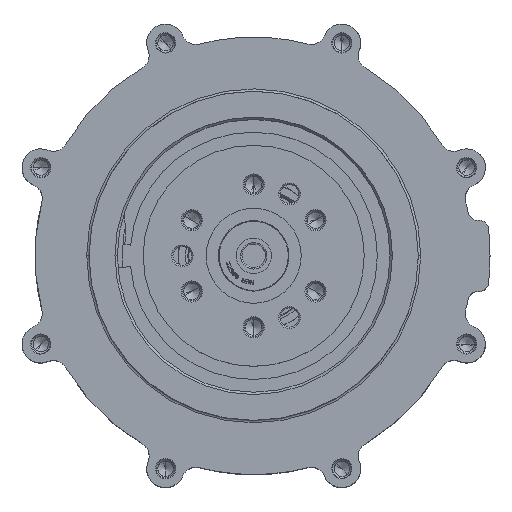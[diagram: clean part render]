
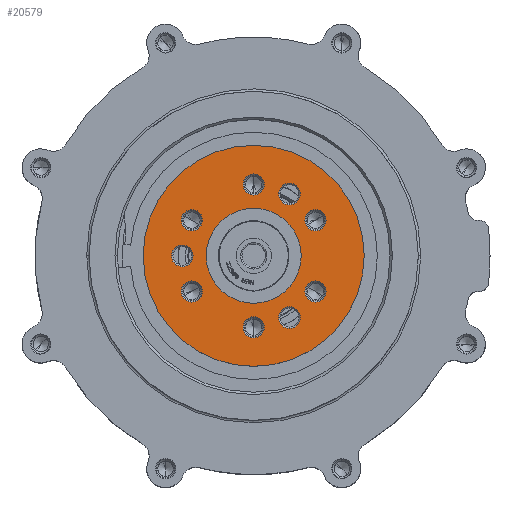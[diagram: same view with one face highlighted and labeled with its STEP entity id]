
A CAD part, top view. The second image highlights one B-rep face of the part: STEP entity #20579.
In plain terms, the highlighted face is planar.
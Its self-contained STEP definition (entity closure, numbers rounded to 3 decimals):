
#18655=CARTESIAN_POINT('',(0.,0.,0.));
#18656=DIRECTION('',(0.,0.,1.));
#18657=DIRECTION('',(0.,-1.,0.));
#18658=AXIS2_PLACEMENT_3D('',#18655,#18656,#18657);
#18660=CARTESIAN_POINT('',(0.,0.,0.));
#18661=DIRECTION('',(0.,0.,1.));
#18662=DIRECTION('',(0.,1.,0.));
#18663=AXIS2_PLACEMENT_3D('',#18660,#18661,#18662);
#18665=CARTESIAN_POINT('',(0.,0.,0.));
#18666=DIRECTION('',(0.,0.,-1.));
#18667=DIRECTION('',(0.,-1.,0.));
#18668=AXIS2_PLACEMENT_3D('',#18665,#18666,#18667);
#18670=CARTESIAN_POINT('',(0.,0.,0.));
#18671=DIRECTION('',(0.,0.,-1.));
#18672=DIRECTION('',(0.,1.,0.));
#18673=AXIS2_PLACEMENT_3D('',#18670,#18671,#18672);
#18675=CARTESIAN_POINT('',(7.59,-13.146,0.));
#18676=DIRECTION('',(0.,0.,-1.));
#18677=DIRECTION('',(0.5,-0.866,0.));
#18678=AXIS2_PLACEMENT_3D('',#18675,#18676,#18677);
#18680=CARTESIAN_POINT('',(7.59,-13.146,0.));
#18681=DIRECTION('',(0.,0.,-1.));
#18682=DIRECTION('',(-0.5,0.866,0.));
#18683=AXIS2_PLACEMENT_3D('',#18680,#18681,#18682);
#18685=CARTESIAN_POINT('',(15.18,0.,0.));
#18686=DIRECTION('',(0.,0.,-1.));
#18687=DIRECTION('',(1.,0.,0.));
#18688=AXIS2_PLACEMENT_3D('',#18685,#18686,#18687);
#18690=CARTESIAN_POINT('',(15.18,0.,0.));
#18691=DIRECTION('',(0.,0.,-1.));
#18692=DIRECTION('',(-1.,0.,0.));
#18693=AXIS2_PLACEMENT_3D('',#18690,#18691,#18692);
#18695=CARTESIAN_POINT('',(7.59,13.146,0.));
#18696=DIRECTION('',(0.,0.,-1.));
#18697=DIRECTION('',(-0.5,-0.866,0.));
#18698=AXIS2_PLACEMENT_3D('',#18695,#18696,#18697);
#18700=CARTESIAN_POINT('',(7.59,13.146,0.));
#18701=DIRECTION('',(0.,0.,-1.));
#18702=DIRECTION('',(0.5,0.866,0.));
#18703=AXIS2_PLACEMENT_3D('',#18700,#18701,#18702);
#18705=CARTESIAN_POINT('',(-7.59,13.146,0.));
#18706=DIRECTION('',(0.,0.,-1.));
#18707=DIRECTION('',(0.5,-0.866,0.));
#18708=AXIS2_PLACEMENT_3D('',#18705,#18706,#18707);
#18710=CARTESIAN_POINT('',(-7.59,13.146,0.));
#18711=DIRECTION('',(0.,0.,-1.));
#18712=DIRECTION('',(-0.5,0.866,0.));
#18713=AXIS2_PLACEMENT_3D('',#18710,#18711,#18712);
#18715=CARTESIAN_POINT('',(-15.18,0.,0.));
#18716=DIRECTION('',(0.,0.,-1.));
#18717=DIRECTION('',(-1.,0.,0.));
#18718=AXIS2_PLACEMENT_3D('',#18715,#18716,#18717);
#18720=CARTESIAN_POINT('',(-15.18,0.,0.));
#18721=DIRECTION('',(0.,0.,-1.));
#18722=DIRECTION('',(1.,0.,0.));
#18723=AXIS2_PLACEMENT_3D('',#18720,#18721,#18722);
#18725=CARTESIAN_POINT('',(-7.59,-13.146,0.));
#18726=DIRECTION('',(0.,0.,-1.));
#18727=DIRECTION('',(-0.5,-0.866,0.));
#18728=AXIS2_PLACEMENT_3D('',#18725,#18726,#18727);
#18730=CARTESIAN_POINT('',(-7.59,-13.146,0.));
#18731=DIRECTION('',(0.,0.,-1.));
#18732=DIRECTION('',(0.5,0.866,0.));
#18733=AXIS2_PLACEMENT_3D('',#18730,#18731,#18732);
#18735=CARTESIAN_POINT('',(-13.146,-7.59,0.));
#18736=DIRECTION('',(0.,0.,-1.));
#18737=DIRECTION('',(-0.5,0.866,0.));
#18738=AXIS2_PLACEMENT_3D('',#18735,#18736,#18737);
#18740=CARTESIAN_POINT('',(-13.146,-7.59,0.));
#18741=DIRECTION('',(0.,0.,-1.));
#18742=DIRECTION('',(0.5,-0.866,0.));
#18743=AXIS2_PLACEMENT_3D('',#18740,#18741,#18742);
#18745=CARTESIAN_POINT('',(13.146,-7.59,0.));
#18746=DIRECTION('',(0.,0.,-1.));
#18747=DIRECTION('',(0.5,0.866,0.));
#18748=AXIS2_PLACEMENT_3D('',#18745,#18746,#18747);
#18750=CARTESIAN_POINT('',(13.146,-7.59,0.));
#18751=DIRECTION('',(0.,0.,-1.));
#18752=DIRECTION('',(-0.5,-0.866,0.));
#18753=AXIS2_PLACEMENT_3D('',#18750,#18751,#18752);
#18755=CARTESIAN_POINT('',(0.,15.18,0.));
#18756=DIRECTION('',(0.,0.,-1.));
#18757=DIRECTION('',(1.,0.,0.));
#18758=AXIS2_PLACEMENT_3D('',#18755,#18756,#18757);
#18760=CARTESIAN_POINT('',(0.,15.18,0.));
#18761=DIRECTION('',(0.,0.,-1.));
#18762=DIRECTION('',(-1.,0.,0.));
#18763=AXIS2_PLACEMENT_3D('',#18760,#18761,#18762);
#20089=CARTESIAN_POINT('',(0.,-23.5,0.));
#20090=CARTESIAN_POINT('',(0.,23.5,0.));
#20091=VERTEX_POINT('',#20089);
#20092=VERTEX_POINT('',#20090);
#20093=CARTESIAN_POINT('',(0.,-10.1,0.));
#20094=CARTESIAN_POINT('',(0.,10.1,0.));
#20095=VERTEX_POINT('',#20093);
#20096=VERTEX_POINT('',#20094);
#20338=CARTESIAN_POINT('',(14.296,-5.598,
0.));
#20339=VERTEX_POINT('',#20338);
#20340=CARTESIAN_POINT('',(11.996,-9.582,
0.));
#20341=VERTEX_POINT('',#20340);
#20366=CARTESIAN_POINT('',(-2.3,15.18,0.));
#20367=VERTEX_POINT('',#20366);
#20368=CARTESIAN_POINT('',(2.3,15.18,0.));
#20369=VERTEX_POINT('',#20368);
#20394=CARTESIAN_POINT('',(-11.996,-9.582,
0.));
#20395=VERTEX_POINT('',#20394);
#20396=CARTESIAN_POINT('',(-14.296,-5.598,
0.));
#20397=VERTEX_POINT('',#20396);
#20401=CARTESIAN_POINT('',(8.715,-15.095,
0.));
#20403=VERTEX_POINT('',#20401);
#20408=CARTESIAN_POINT('',(6.465,-11.198,
0.));
#20409=VERTEX_POINT('',#20408);
#20419=CARTESIAN_POINT('',(17.43,0.,0.));
#20421=VERTEX_POINT('',#20419);
#20426=CARTESIAN_POINT('',(12.93,0.,0.));
#20427=VERTEX_POINT('',#20426);
#20437=CARTESIAN_POINT('',(6.465,11.198,
0.));
#20439=VERTEX_POINT('',#20437);
#20444=CARTESIAN_POINT('',(8.715,15.095,
0.));
#20445=VERTEX_POINT('',#20444);
#20455=CARTESIAN_POINT('',(-6.465,11.198,
0.));
#20457=VERTEX_POINT('',#20455);
#20462=CARTESIAN_POINT('',(-8.715,15.095,
0.));
#20463=VERTEX_POINT('',#20462);
#20473=CARTESIAN_POINT('',(-17.43,0.,0.));
#20475=VERTEX_POINT('',#20473);
#20480=CARTESIAN_POINT('',(-12.93,0.,0.));
#20481=VERTEX_POINT('',#20480);
#20491=CARTESIAN_POINT('',(-8.715,-15.095,
0.));
#20493=VERTEX_POINT('',#20491);
#20498=CARTESIAN_POINT('',(-6.465,-11.198,
0.));
#20499=VERTEX_POINT('',#20498);
#20508=CARTESIAN_POINT('',(0.,0.,0.));
#20509=DIRECTION('',(0.,0.,1.));
#20510=DIRECTION('',(0.,-1.,0.));
#20511=AXIS2_PLACEMENT_3D('',#20508,#20509,#20510);
#20512=PLANE('',#20511);
#20514=ORIENTED_EDGE('',*,*,#20513,.T.);
#20516=ORIENTED_EDGE('',*,*,#20515,.T.);
#20517=EDGE_LOOP('',(#20514,#20516));
#20518=FACE_OUTER_BOUND('',#20517,.F.);
#20520=ORIENTED_EDGE('',*,*,#20519,.T.);
#20522=ORIENTED_EDGE('',*,*,#20521,.T.);
#20523=EDGE_LOOP('',(#20520,#20522));
#20524=FACE_BOUND('',#20523,.F.);
#20526=ORIENTED_EDGE('',*,*,#20525,.T.);
#20528=ORIENTED_EDGE('',*,*,#20527,.T.);
#20529=EDGE_LOOP('',(#20526,#20528));
#20530=FACE_BOUND('',#20529,.F.);
#20532=ORIENTED_EDGE('',*,*,#20531,.T.);
#20534=ORIENTED_EDGE('',*,*,#20533,.T.);
#20535=EDGE_LOOP('',(#20532,#20534));
#20536=FACE_BOUND('',#20535,.F.);
#20538=ORIENTED_EDGE('',*,*,#20537,.T.);
#20540=ORIENTED_EDGE('',*,*,#20539,.T.);
#20541=EDGE_LOOP('',(#20538,#20540));
#20542=FACE_BOUND('',#20541,.F.);
#20544=ORIENTED_EDGE('',*,*,#20543,.T.);
#20546=ORIENTED_EDGE('',*,*,#20545,.T.);
#20547=EDGE_LOOP('',(#20544,#20546));
#20548=FACE_BOUND('',#20547,.F.);
#20550=ORIENTED_EDGE('',*,*,#20549,.T.);
#20552=ORIENTED_EDGE('',*,*,#20551,.T.);
#20553=EDGE_LOOP('',(#20550,#20552));
#20554=FACE_BOUND('',#20553,.F.);
#20556=ORIENTED_EDGE('',*,*,#20555,.T.);
#20558=ORIENTED_EDGE('',*,*,#20557,.T.);
#20559=EDGE_LOOP('',(#20556,#20558));
#20560=FACE_BOUND('',#20559,.F.);
#20562=ORIENTED_EDGE('',*,*,#20561,.T.);
#20564=ORIENTED_EDGE('',*,*,#20563,.T.);
#20565=EDGE_LOOP('',(#20562,#20564));
#20566=FACE_BOUND('',#20565,.F.);
#20568=ORIENTED_EDGE('',*,*,#20567,.T.);
#20570=ORIENTED_EDGE('',*,*,#20569,.T.);
#20571=EDGE_LOOP('',(#20568,#20570));
#20572=FACE_BOUND('',#20571,.F.);
#20574=ORIENTED_EDGE('',*,*,#20573,.T.);
#20576=ORIENTED_EDGE('',*,*,#20575,.T.);
#20577=EDGE_LOOP('',(#20574,#20576));
#20578=FACE_BOUND('',#20577,.F.);
#20579=ADVANCED_FACE('',(#20518,#20524,#20530,#20536,#20542,#20548,#20554,
#20560,#20566,#20572,#20578),#20512,.F.);
#18659=CIRCLE('',#18658,23.5);
#18664=CIRCLE('',#18663,23.5);
#18669=CIRCLE('',#18668,10.1);
#18674=CIRCLE('',#18673,10.1);
#18679=CIRCLE('',#18678,2.25);
#18684=CIRCLE('',#18683,2.25);
#18689=CIRCLE('',#18688,2.25);
#18694=CIRCLE('',#18693,2.25);
#18699=CIRCLE('',#18698,2.25);
#18704=CIRCLE('',#18703,2.25);
#18709=CIRCLE('',#18708,2.25);
#18714=CIRCLE('',#18713,2.25);
#18719=CIRCLE('',#18718,2.25);
#18724=CIRCLE('',#18723,2.25);
#18729=CIRCLE('',#18728,2.25);
#18734=CIRCLE('',#18733,2.25);
#18739=CIRCLE('',#18738,2.3);
#18744=CIRCLE('',#18743,2.3);
#18749=CIRCLE('',#18748,2.3);
#18754=CIRCLE('',#18753,2.3);
#18759=CIRCLE('',#18758,2.3);
#18764=CIRCLE('',#18763,2.3);
#20513=EDGE_CURVE('',#20091,#20092,#18659,.T.);
#20515=EDGE_CURVE('',#20092,#20091,#18664,.T.);
#20519=EDGE_CURVE('',#20095,#20096,#18669,.T.);
#20521=EDGE_CURVE('',#20096,#20095,#18674,.T.);
#20525=EDGE_CURVE('',#20403,#20409,#18679,.T.);
#20527=EDGE_CURVE('',#20409,#20403,#18684,.T.);
#20531=EDGE_CURVE('',#20421,#20427,#18689,.T.);
#20533=EDGE_CURVE('',#20427,#20421,#18694,.T.);
#20537=EDGE_CURVE('',#20439,#20445,#18699,.T.);
#20539=EDGE_CURVE('',#20445,#20439,#18704,.T.);
#20543=EDGE_CURVE('',#20457,#20463,#18709,.T.);
#20545=EDGE_CURVE('',#20463,#20457,#18714,.T.);
#20549=EDGE_CURVE('',#20475,#20481,#18719,.T.);
#20551=EDGE_CURVE('',#20481,#20475,#18724,.T.);
#20555=EDGE_CURVE('',#20493,#20499,#18729,.T.);
#20557=EDGE_CURVE('',#20499,#20493,#18734,.T.);
#20561=EDGE_CURVE('',#20397,#20395,#18739,.T.);
#20563=EDGE_CURVE('',#20395,#20397,#18744,.T.);
#20567=EDGE_CURVE('',#20339,#20341,#18749,.T.);
#20569=EDGE_CURVE('',#20341,#20339,#18754,.T.);
#20573=EDGE_CURVE('',#20369,#20367,#18759,.T.);
#20575=EDGE_CURVE('',#20367,#20369,#18764,.T.);
